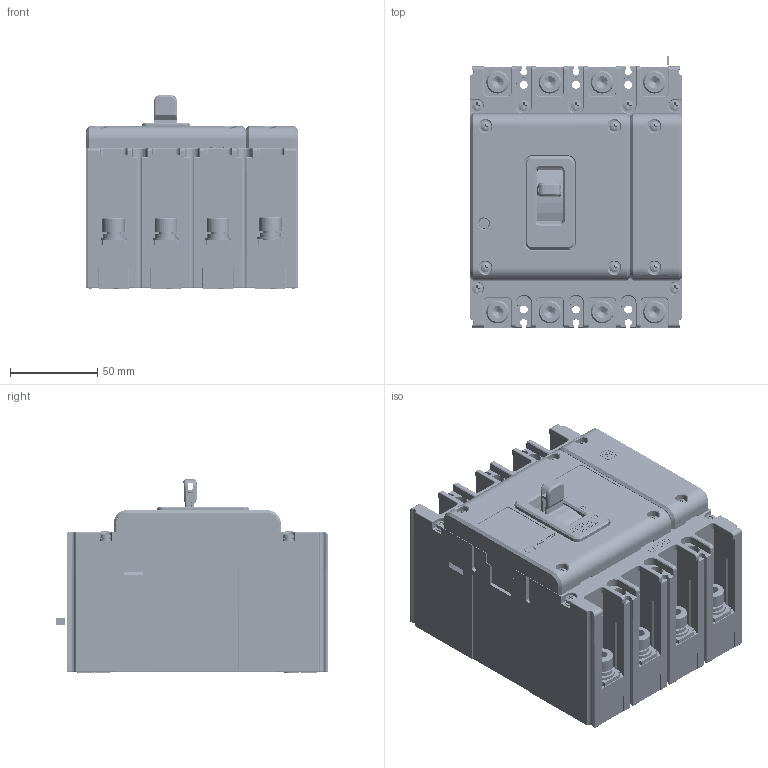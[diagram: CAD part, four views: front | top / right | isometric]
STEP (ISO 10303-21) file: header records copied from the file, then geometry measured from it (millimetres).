
FILE_DESCRIPTION((''),'2;1');
FILE_NAME('22580123P01_ASM','2017-11-20T',('yan.shen'),(''),'PRO/ENGINEER BY PARAMETRIC TECHNOLOGY CORPORATION, 2015440','PRO/ENGINEER BY PARAMETRIC TECHNOLOGY CORPORATION, 2015440','');
FILE_SCHEMA(('CONFIG_CONTROL_DESIGN'));
Products named in the file (40): JZ-5024028900; GB_T809_M3_5X12; 5024028900_ASM; 8585065400; 5551073300_ASM; 5551073400_ASM; 5551073500_ASM; 8585065200; 85050247P03; 5510012800_ASM; 8585065500; 5420038100_ASM; 5420038200_ASM; 56150274P01_ASM; 67600108P01_ASM; 8742105400; 8750031500; 8760013600; 8750031400; 8253059200; 8865077900_AF0; 8865078000_AF0; 5253022500_ASM; 7010600401L_GB_T70_1_M8X16; 7090370701K_GB_T93_8; GB_T97_4_8; 5850008100_ASM; 8315059000; 8322007300; 8315059100; 8315059200; 8282073000_AF2; 8253059300; 7020100411_GB13806_2_ST2_9X8_A; 5315043100_ASM; GB_T823-M3_5X30; 7090300201_GB_T93_3; 8950019500; 5850007200_ASM; 22580123P01_ASM
Assembly tree (82 placements, depth 6):
  22580123P01_ASM
    67600108P01_ASM
      5024028900_ASM
        JZ-5024028900
        GB_T809_M3_5X12  x7
      5551073500_ASM  x3
        5551073400_ASM
          5551073300_ASM
            8585065400
      5510012800_ASM
        8585065200  x2
        85050247P03
      56150274P01_ASM  x3
        5420038200_ASM
          5420038100_ASM
            8585065500
    8742105400  x4
    8750031500  x4
    8760013600  x8
    8750031400
    5253022500_ASM
      8253059200
      8865077900_AF0
      8865078000_AF0
    5850008100_ASM  x8
      7010600401L_GB_T70_1_M8X16
      7090370701K_GB_T93_8
      GB_T97_4_8
    5315043100_ASM
      8315059000
      8322007300  x2
      8315059100
      8315059200
      8282073000_AF2
      8253059300
      7020100411_GB13806_2_ST2_9X8_A  x6
    5850007200_ASM  x7
      GB_T823-M3_5X30
      7090300201_GB_T93_3
      8950019500
Bounding box: 122 x 156 x 111.47 mm (x, y, z)
Volume: 530373.1 mm3; surface area: 418203.4 mm2
Topology: 96 solids, 133 shells, 7027 faces, 18685 edges, 12045 vertices
Faces by surface type: plane 4447, cylinder 1731, cone 245, extrusion 208, torus 200, bspline 152, sphere 44
Entity records: 182163 total; most frequent: CARTESIAN_POINT 49044, ORIENTED_EDGE 28388, DIRECTION 26157, EDGE_CURVE 14208, VECTOR 10681, LINE 10473, VERTEX_POINT 9187, AXIS2_PLACEMENT_3D 7738
